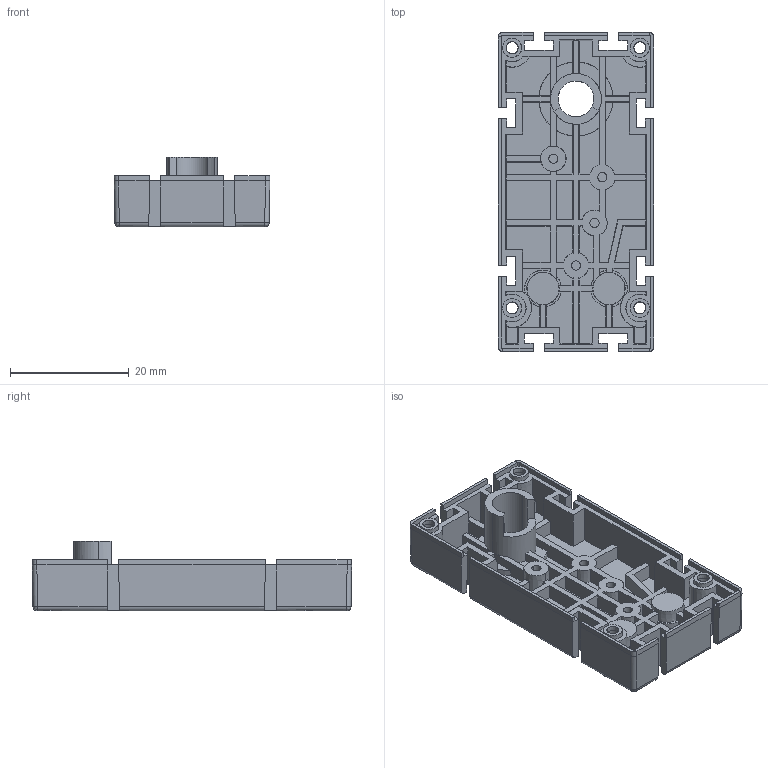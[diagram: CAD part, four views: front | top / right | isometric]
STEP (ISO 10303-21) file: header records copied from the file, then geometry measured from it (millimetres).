
FILE_DESCRIPTION (( 'STEP AP214' ), '1' );
FILE_NAME ('QRK- TOP LID.STEP', '2016-10-19T23:26:18', ( '' ), ( '' ), 'SwSTEP 2.0', 'SolidWorks 2016', '' );
FILE_SCHEMA (( 'AUTOMOTIVE_DESIGN' ));
Length unit declared in the file: millimetre
Products named in the file (1): QRK- TOP LID
Bounding box: 26.17 x 53.67 x 11.77 mm (x, y, z)
Volume: 4523 mm3; surface area: 7714.5 mm2
Topology: 1 solids, 1 shells, 452 faces, 1243 edges, 810 vertices
Faces by surface type: plane 317, cone 85, cylinder 38, bspline 12
Entity records: 16425 total; most frequent: CARTESIAN_POINT 6102, ORIENTED_EDGE 2478, DIRECTION 1580, EDGE_CURVE 1239, VERTEX_POINT 810, B_SPLINE_CURVE_WITH_KNOTS 599, LINE 574, VECTOR 574
